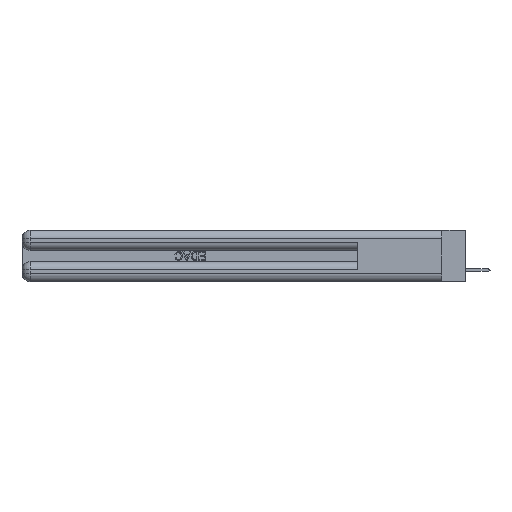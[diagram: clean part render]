
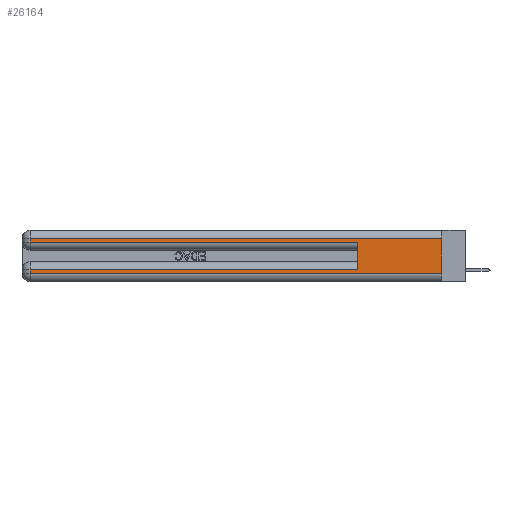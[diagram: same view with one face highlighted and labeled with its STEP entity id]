
A CAD part, left-side view. The second image highlights one B-rep face of the part: STEP entity #26164.
In plain terms, the highlighted planar face has unit normal (-1, 0, 0).
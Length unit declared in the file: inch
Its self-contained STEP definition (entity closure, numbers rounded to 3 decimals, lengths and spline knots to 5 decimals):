
#446 = VECTOR ( 'NONE', #5031, 39.37008 ) ;
#829 = VECTOR ( 'NONE', #23622, 39.37008 ) ;
#959 = CARTESIAN_POINT ( 'NONE',  ( 0., 2.94, 0.31 ) ) ;
#1459 = DIRECTION ( 'NONE',  ( 0., 0., -1. ) ) ;
#2337 = EDGE_LOOP ( 'NONE', ( #30716, #3968, #25027, #36907, #15669, #19552, #9917, #9426 ) ) ;
#2639 = DIRECTION ( 'NONE',  ( 0., 1., 0. ) ) ;
#2709 = EDGE_CURVE ( 'NONE', #33305, #20181, #22514, .T. ) ;
#3406 = LINE ( 'NONE', #31912, #22549 ) ;
#3968 = ORIENTED_EDGE ( 'NONE', *, *, #2709, .T. ) ;
#4557 = LINE ( 'NONE', #23326, #11640 ) ;
#5031 = DIRECTION ( 'NONE',  ( 0., 0., -1. ) ) ;
#5753 = VERTEX_POINT ( 'NONE', #25191 ) ;
#6079 = VERTEX_POINT ( 'NONE', #18074 ) ;
#8151 = DIRECTION ( 'NONE',  ( 0., 1., 0. ) ) ;
#8456 = CARTESIAN_POINT ( 'NONE',  ( 0., 0., 0.06 ) ) ;
#8659 = CARTESIAN_POINT ( 'NONE',  ( 0., 0., 0.06 ) ) ;
#9426 = ORIENTED_EDGE ( 'NONE', *, *, #9669, .T. ) ;
#9669 = EDGE_CURVE ( 'NONE', #6079, #10115, #24201, .T. ) ;
#9917 = ORIENTED_EDGE ( 'NONE', *, *, #15767, .T. ) ;
#10115 = VERTEX_POINT ( 'NONE', #8659 ) ;
#11640 = VECTOR ( 'NONE', #26818, 39.37008 ) ;
#12725 = LINE ( 'NONE', #20813, #829 ) ;
#13195 = EDGE_CURVE ( 'NONE', #5753, #35501, #3406, .T. ) ;
#13300 = CARTESIAN_POINT ( 'NONE',  ( 0., 2.94, 0.085 ) ) ;
#13597 = VECTOR ( 'NONE', #1459, 39.37008 ) ;
#14340 = LINE ( 'NONE', #17331, #446 ) ;
#14604 = LINE ( 'NONE', #22720, #13597 ) ;
#15521 = DIRECTION ( 'NONE',  ( 1., 0., 0. ) ) ;
#15669 = ORIENTED_EDGE ( 'NONE', *, *, #13195, .F. ) ;
#15767 = EDGE_CURVE ( 'NONE', #30435, #6079, #12725, .T. ) ;
#15930 = DIRECTION ( 'NONE',  ( 0., 0., -1. ) ) ;
#16566 = AXIS2_PLACEMENT_3D ( 'NONE', #36884, #15521, #15930 ) ;
#17331 = CARTESIAN_POINT ( 'NONE',  ( 0., 0., 0.37 ) ) ;
#18074 = CARTESIAN_POINT ( 'NONE',  ( 0., 2.94, 0.06 ) ) ;
#19131 = PLANE ( 'NONE',  #16566 ) ;
#19552 = ORIENTED_EDGE ( 'NONE', *, *, #21143, .T. ) ;
#20181 = VERTEX_POINT ( 'NONE', #959 ) ;
#20813 = CARTESIAN_POINT ( 'NONE',  ( 0., 2.94, 0.37 ) ) ;
#20896 = VERTEX_POINT ( 'NONE', #27091 ) ;
#21143 = EDGE_CURVE ( 'NONE', #5753, #30435, #27486, .T. ) ;
#22430 = CARTESIAN_POINT ( 'NONE',  ( 0., 0.6, 0.285 ) ) ;
#22514 = LINE ( 'NONE', #24403, #29261 ) ;
#22549 = VECTOR ( 'NONE', #29554, 39.37008 ) ;
#22720 = CARTESIAN_POINT ( 'NONE',  ( 0., 2.94, 0.37 ) ) ;
#23326 = CARTESIAN_POINT ( 'NONE',  ( 0., 0., 0.285 ) ) ;
#23622 = DIRECTION ( 'NONE',  ( 0., 0., -1. ) ) ;
#24201 = LINE ( 'NONE', #8456, #27108 ) ;
#24403 = CARTESIAN_POINT ( 'NONE',  ( 0., 0., 0.31 ) ) ;
#25027 = ORIENTED_EDGE ( 'NONE', *, *, #33671, .T. ) ;
#25191 = CARTESIAN_POINT ( 'NONE',  ( 0., 0.6, 0.085 ) ) ;
#26164 = ADVANCED_FACE ( 'NONE', ( #35683 ), #19131, .F. ) ;
#26818 = DIRECTION ( 'NONE',  ( 0., -1., 0. ) ) ;
#27091 = CARTESIAN_POINT ( 'NONE',  ( 0., 2.94, 0.285 ) ) ;
#27108 = VECTOR ( 'NONE', #29656, 39.37008 ) ;
#27486 = LINE ( 'NONE', #29865, #29394 ) ;
#29261 = VECTOR ( 'NONE', #2639, 39.37008 ) ;
#29394 = VECTOR ( 'NONE', #8151, 39.37008 ) ;
#29554 = DIRECTION ( 'NONE',  ( 0., 0., 1. ) ) ;
#29656 = DIRECTION ( 'NONE',  ( 0., -1., 0. ) ) ;
#29865 = CARTESIAN_POINT ( 'NONE',  ( 0., 0., 0.085 ) ) ;
#30435 = VERTEX_POINT ( 'NONE', #13300 ) ;
#30716 = ORIENTED_EDGE ( 'NONE', *, *, #36240, .F. ) ;
#31912 = CARTESIAN_POINT ( 'NONE',  ( 0., 0.6, 0.145 ) ) ;
#33305 = VERTEX_POINT ( 'NONE', #39317 ) ;
#33671 = EDGE_CURVE ( 'NONE', #20181, #20896, #14604, .T. ) ;
#34417 = EDGE_CURVE ( 'NONE', #20896, #35501, #4557, .T. ) ;
#35501 = VERTEX_POINT ( 'NONE', #22430 ) ;
#35683 = FACE_OUTER_BOUND ( 'NONE', #2337, .T. ) ;
#36240 = EDGE_CURVE ( 'NONE', #33305, #10115, #14340, .T. ) ;
#36884 = CARTESIAN_POINT ( 'NONE',  ( 0., 0., 0.37 ) ) ;
#36907 = ORIENTED_EDGE ( 'NONE', *, *, #34417, .T. ) ;
#39317 = CARTESIAN_POINT ( 'NONE',  ( 0., 0., 0.31 ) ) ;
